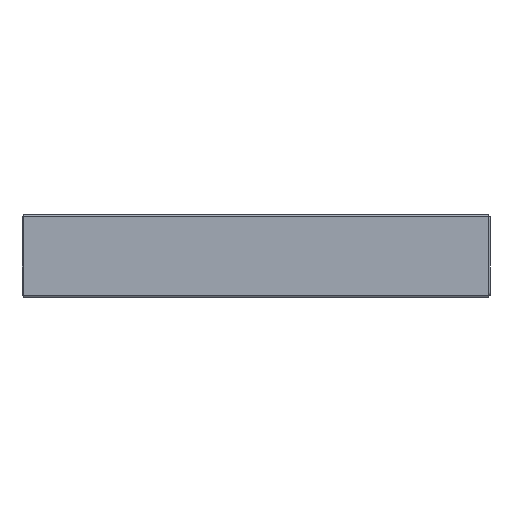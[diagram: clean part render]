
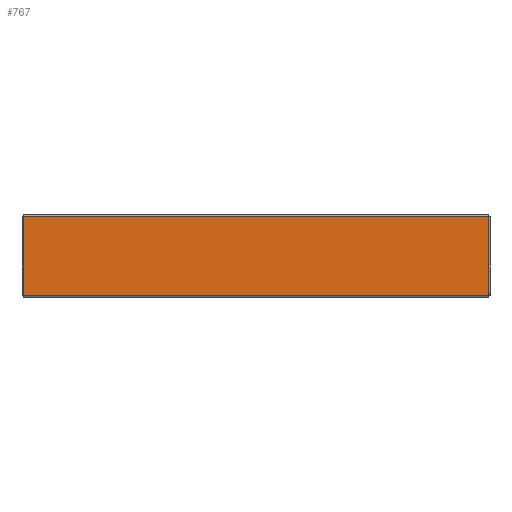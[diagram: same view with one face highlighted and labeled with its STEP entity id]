
A CAD part, top view. The second image highlights one B-rep face of the part: STEP entity #767.
In plain terms, the highlighted planar face has unit normal (0, 0, 1).
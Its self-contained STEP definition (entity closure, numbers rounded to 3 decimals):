
#102 = VERTEX_POINT ( 'NONE', #1009 ) ;
#165 = DIRECTION ( 'NONE',  ( 1., 0., 0. ) ) ;
#221 = LINE ( 'NONE', #951, #1192 ) ;
#253 = CARTESIAN_POINT ( 'NONE',  ( 350., -59.5, 0. ) ) ;
#312 = LINE ( 'NONE', #1209, #707 ) ;
#363 = DIRECTION ( 'NONE',  ( -1., 0., 0. ) ) ;
#402 = EDGE_CURVE ( 'NONE', #832, #102, #1279, .T. ) ;
#434 = LINE ( 'NONE', #1034, #670 ) ;
#452 = VERTEX_POINT ( 'NONE', #785 ) ;
#484 = DIRECTION ( 'NONE',  ( 0., 1., 0. ) ) ;
#588 = PLANE ( 'NONE',  #1570 ) ;
#670 = VECTOR ( 'NONE', #363, 1000. ) ;
#694 = DIRECTION ( 'NONE',  ( 0., -1., 0. ) ) ;
#707 = VECTOR ( 'NONE', #694, 1000. ) ;
#719 = CARTESIAN_POINT ( 'NONE',  ( 0., 0., 0. ) ) ;
#725 = CARTESIAN_POINT ( 'NONE',  ( -350., -59.5, 0. ) ) ;
#767 = ADVANCED_FACE ( 'NONE', ( #1674 ), #588, .T. ) ;
#785 = CARTESIAN_POINT ( 'NONE',  ( 350., 59.5, 0. ) ) ;
#832 = VERTEX_POINT ( 'NONE', #725 ) ;
#951 = CARTESIAN_POINT ( 'NONE',  ( -353., -59.5, 0. ) ) ;
#991 = DIRECTION ( 'NONE',  ( 0., 0., 1. ) ) ;
#1009 = CARTESIAN_POINT ( 'NONE',  ( -350., 59.5, 0. ) ) ;
#1034 = CARTESIAN_POINT ( 'NONE',  ( -353., 59.5, 0. ) ) ;
#1044 = EDGE_CURVE ( 'NONE', #452, #102, #434, .T. ) ;
#1048 = ORIENTED_EDGE ( 'NONE', *, *, #1044, .T. ) ;
#1060 = ORIENTED_EDGE ( 'NONE', *, *, #402, .F. ) ;
#1061 = DIRECTION ( 'NONE',  ( 1., 0., 0. ) ) ;
#1093 = EDGE_CURVE ( 'NONE', #832, #1594, #221, .T. ) ;
#1192 = VECTOR ( 'NONE', #1061, 1000. ) ;
#1209 = CARTESIAN_POINT ( 'NONE',  ( 350., 59.5, 0. ) ) ;
#1234 = EDGE_LOOP ( 'NONE', ( #1048, #1060, #1425, #1503 ) ) ;
#1245 = EDGE_CURVE ( 'NONE', #452, #1594, #312, .T. ) ;
#1279 = LINE ( 'NONE', #1665, #1475 ) ;
#1425 = ORIENTED_EDGE ( 'NONE', *, *, #1093, .T. ) ;
#1475 = VECTOR ( 'NONE', #484, 1000. ) ;
#1503 = ORIENTED_EDGE ( 'NONE', *, *, #1245, .F. ) ;
#1570 = AXIS2_PLACEMENT_3D ( 'NONE', #719, #991, #165 ) ;
#1594 = VERTEX_POINT ( 'NONE', #253 ) ;
#1665 = CARTESIAN_POINT ( 'NONE',  ( -350., -59.5, 0. ) ) ;
#1674 = FACE_OUTER_BOUND ( 'NONE', #1234, .T. ) ;
